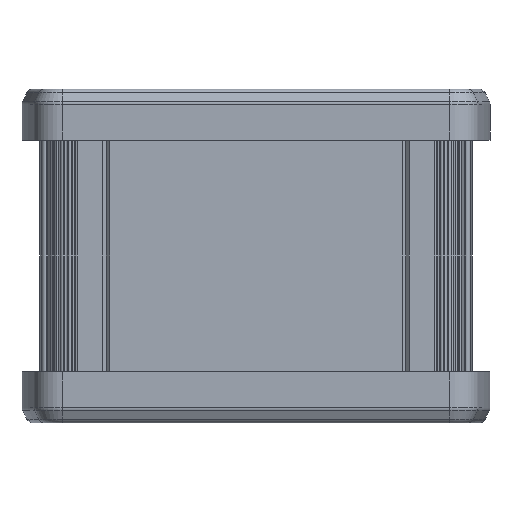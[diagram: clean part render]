
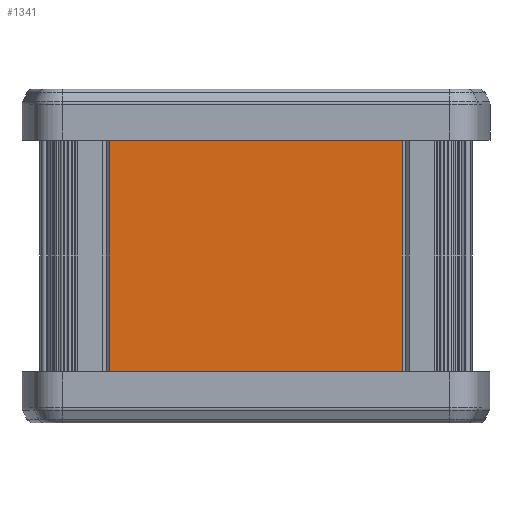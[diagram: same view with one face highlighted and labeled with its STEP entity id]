
A CAD part, front view. The second image highlights one B-rep face of the part: STEP entity #1341.
In plain terms, the highlighted planar face has unit normal (0, -1, 0).
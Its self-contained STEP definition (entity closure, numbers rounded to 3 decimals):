
#66 = CARTESIAN_POINT ( 'NONE',  ( 0., 0.069, 40. ) ) ;
#249 = ORIENTED_EDGE ( 'NONE', *, *, #11256, .F. ) ;
#763 = DIRECTION ( 'NONE',  ( -1., 0., 0. ) ) ;
#1165 = DIRECTION ( 'NONE',  ( 0., 0., -1. ) ) ;
#1341 = ADVANCED_FACE ( 'NONE', ( #6492 ), #6924, .T. ) ;
#1726 = CARTESIAN_POINT ( 'NONE',  ( 313.383, 0.069, 40. ) ) ;
#1830 = VECTOR ( 'NONE', #763, 1000. ) ;
#1831 = DIRECTION ( 'NONE',  ( 0., -1., 0. ) ) ;
#2150 = LINE ( 'NONE', #12993, #1830 ) ;
#2364 = VERTEX_POINT ( 'NONE', #6121 ) ;
#3542 = VECTOR ( 'NONE', #1165, 1000. ) ;
#4995 = LINE ( 'NONE', #66, #10429 ) ;
#5237 = DIRECTION ( 'NONE',  ( 0., 0., -1. ) ) ;
#5890 = CARTESIAN_POINT ( 'NONE',  ( 0., 0.069, 40. ) ) ;
#6021 = VERTEX_POINT ( 'NONE', #11730 ) ;
#6121 = CARTESIAN_POINT ( 'NONE',  ( 270.385, 0.069, 0. ) ) ;
#6492 = FACE_OUTER_BOUND ( 'NONE', #10602, .T. ) ;
#6625 = EDGE_CURVE ( 'NONE', #6021, #2364, #2150, .T. ) ;
#6649 = ORIENTED_EDGE ( 'NONE', *, *, #6625, .F. ) ;
#6876 = VERTEX_POINT ( 'NONE', #11867 ) ;
#6924 = PLANE ( 'NONE',  #12138 ) ;
#7215 = LINE ( 'NONE', #7254, #12002 ) ;
#7254 = CARTESIAN_POINT ( 'NONE',  ( 313.383, 0.069, 40. ) ) ;
#8326 = CARTESIAN_POINT ( 'NONE',  ( 270.385, 0.069, 40. ) ) ;
#8613 = ORIENTED_EDGE ( 'NONE', *, *, #8828, .T. ) ;
#8677 = LINE ( 'NONE', #8326, #3542 ) ;
#8828 = EDGE_CURVE ( 'NONE', #6876, #2364, #8677, .T. ) ;
#8986 = DIRECTION ( 'NONE',  ( 0., 0., -1. ) ) ;
#10429 = VECTOR ( 'NONE', #12339, 1000. ) ;
#10497 = EDGE_CURVE ( 'NONE', #13204, #6876, #4995, .T. ) ;
#10602 = EDGE_LOOP ( 'NONE', ( #6649, #249, #12908, #8613 ) ) ;
#11256 = EDGE_CURVE ( 'NONE', #13204, #6021, #7215, .T. ) ;
#11730 = CARTESIAN_POINT ( 'NONE',  ( 313.383, 0.069, 0. ) ) ;
#11867 = CARTESIAN_POINT ( 'NONE',  ( 270.385, 0.069, 40. ) ) ;
#12002 = VECTOR ( 'NONE', #5237, 1000. ) ;
#12138 = AXIS2_PLACEMENT_3D ( 'NONE', #5890, #1831, #8986 ) ;
#12339 = DIRECTION ( 'NONE',  ( -1., 0., 0. ) ) ;
#12908 = ORIENTED_EDGE ( 'NONE', *, *, #10497, .T. ) ;
#12993 = CARTESIAN_POINT ( 'NONE',  ( 0., 0.069, 0. ) ) ;
#13204 = VERTEX_POINT ( 'NONE', #1726 ) ;
